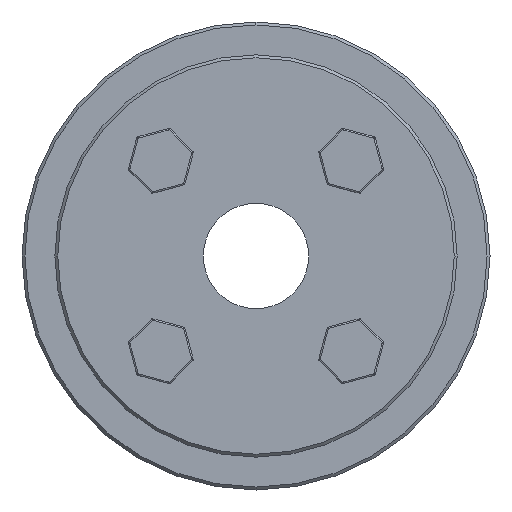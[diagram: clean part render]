
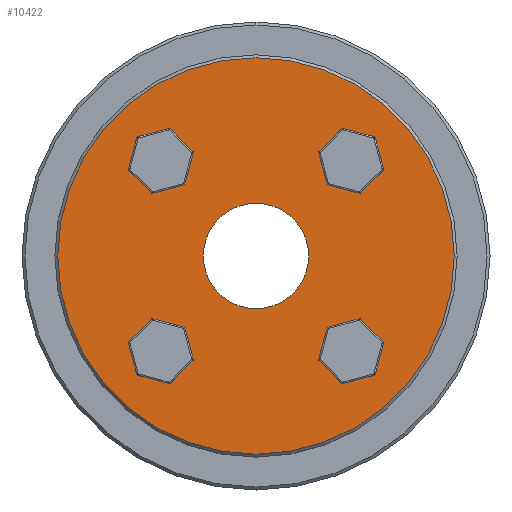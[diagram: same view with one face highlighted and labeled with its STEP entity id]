
A CAD part, left-side view. The second image highlights one B-rep face of the part: STEP entity #10422.
In plain terms, the highlighted planar face has unit normal (-1, 0, 0).
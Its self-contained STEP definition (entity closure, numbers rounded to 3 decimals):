
#158 = EDGE_LOOP ( 'NONE', ( #1209, #1210 ) ) ;
#171 = EDGE_LOOP ( 'NONE', ( #1211, #1212 ) ) ;
#1209 = ORIENTED_EDGE ( 'NONE', *, *, #10470, .T. ) ;
#1210 = ORIENTED_EDGE ( 'NONE', *, *, #10437, .T. ) ;
#1211 = ORIENTED_EDGE ( 'NONE', *, *, #10458, .T. ) ;
#1212 = ORIENTED_EDGE ( 'NONE', *, *, #10463, .T. ) ;
#6462 = VERTEX_POINT ( 'NONE', #7793 ) ;
#6465 = VERTEX_POINT ( 'NONE', #7794 ) ;
#6646 = VERTEX_POINT ( 'NONE', #7884 ) ;
#6649 = VERTEX_POINT ( 'NONE', #7885 ) ;
#7016 = AXIS2_PLACEMENT_3D ( 'NONE', #8438, #8439, #8440 ) ;
#7038 = AXIS2_PLACEMENT_3D ( 'NONE', #8394, #8397, #8398 ) ;
#7054 = AXIS2_PLACEMENT_3D ( 'NONE', #8500, #8502, #8503 ) ;
#7058 = AXIS2_PLACEMENT_3D ( 'NONE', #8489, #8492, #8493 ) ;
#7061 = AXIS2_PLACEMENT_3D ( 'NONE', #8521, #8523, #8524 ) ;
#7793 = CARTESIAN_POINT ( 'NONE',  ( -43.5, 0., -9. ) ) ;
#7794 = CARTESIAN_POINT ( 'NONE',  ( -43.5, 0., 9. ) ) ;
#7884 = CARTESIAN_POINT ( 'NONE',  ( -43.5, 33.887, 0. ) ) ;
#7885 = CARTESIAN_POINT ( 'NONE',  ( -43.5, -33.887, 0. ) ) ;
#8394 = CARTESIAN_POINT ( 'NONE',  ( -43.5, 9., 0. ) ) ;
#8395 = PLANE ( 'NONE',  #7038 ) ;
#8397 = DIRECTION ( 'NONE',  ( -1., 0., 0. ) ) ;
#8398 = DIRECTION ( 'NONE',  ( 0., 0., 1. ) ) ;
#8438 = CARTESIAN_POINT ( 'NONE',  ( -43.5, 0., 0. ) ) ;
#8439 = DIRECTION ( 'NONE',  ( -1., 0., 0. ) ) ;
#8440 = DIRECTION ( 'NONE',  ( 0., 0., 1. ) ) ;
#8489 = CARTESIAN_POINT ( 'NONE',  ( -43.5, 0., 0. ) ) ;
#8492 = DIRECTION ( 'NONE',  ( 1., 0., 0. ) ) ;
#8493 = DIRECTION ( 'NONE',  ( 0., 0., -1. ) ) ;
#8500 = CARTESIAN_POINT ( 'NONE',  ( -43.5, 0., 0. ) ) ;
#8502 = DIRECTION ( 'NONE',  ( 1., 0., 0. ) ) ;
#8503 = DIRECTION ( 'NONE',  ( 0., 0., -1. ) ) ;
#8521 = CARTESIAN_POINT ( 'NONE',  ( -43.5, 0., 0. ) ) ;
#8523 = DIRECTION ( 'NONE',  ( -1., 0., 0. ) ) ;
#8524 = DIRECTION ( 'NONE',  ( 0., 0., 1. ) ) ;
#9093 = FACE_OUTER_BOUND ( 'NONE', #158, .T. ) ;
#9096 = FACE_BOUND ( 'NONE', #171, .T. ) ;
#9123 = CIRCLE ( 'NONE', #7016, 33.887 ) ;
#9157 = CIRCLE ( 'NONE', #7058, 9. ) ;
#9163 = CIRCLE ( 'NONE', #7054, 9. ) ;
#9169 = CIRCLE ( 'NONE', #7061, 33.887 ) ;
#10422 = ADVANCED_FACE ( 'NONE', ( #9093, #9096 ), #8395, .T. ) ;
#10437 = EDGE_CURVE ( 'NONE', #6649, #6646, #9123, .T. ) ;
#10458 = EDGE_CURVE ( 'NONE', #6462, #6465, #9157, .T. ) ;
#10463 = EDGE_CURVE ( 'NONE', #6465, #6462, #9163, .T. ) ;
#10470 = EDGE_CURVE ( 'NONE', #6646, #6649, #9169, .T. ) ;
